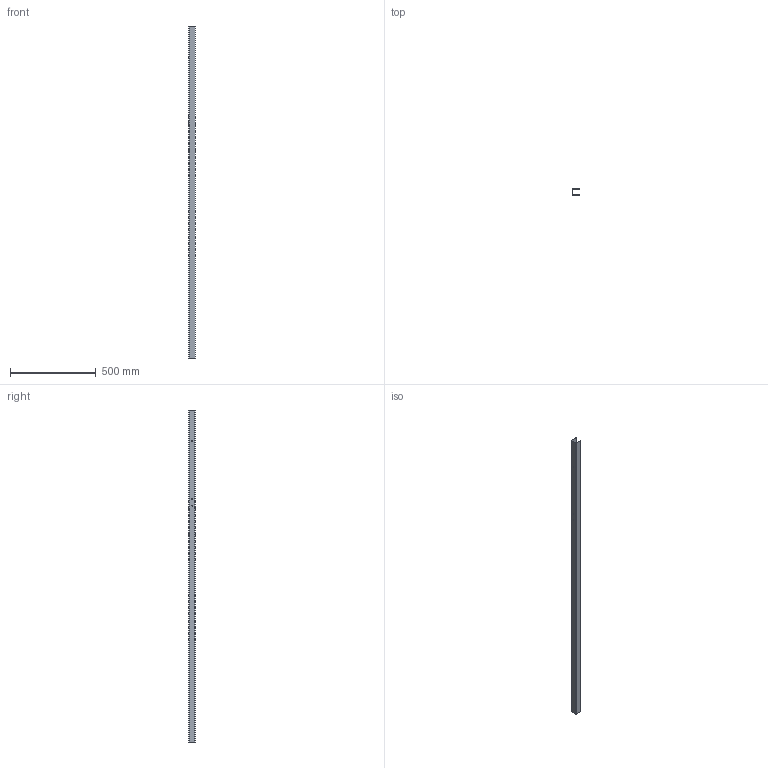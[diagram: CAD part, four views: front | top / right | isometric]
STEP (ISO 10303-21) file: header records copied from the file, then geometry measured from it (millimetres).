
FILE_DESCRIPTION (( 'STEP AP203' ), '1' );
FILE_NAME ('Right Side U-Channel_Défaut_sldprt.STEP', '2020-01-15T11:02:00', ( '' ), ( '' ), 'SwSTEP 2.0', 'SolidWorks 2017', '' );
FILE_SCHEMA (( 'CONFIG_CONTROL_DESIGN' ));
Length unit declared in the file: millimetre
Products named in the file (1): Right Side U-Channel_Défaut_sldprt
Bounding box: 40 x 39.5 x 1936 mm (x, y, z)
Volume: 437102.2 mm3; surface area: 445401.6 mm2
Topology: 1 solids, 1 shells, 28 faces, 62 edges, 36 vertices
Faces by surface type: plane 18, cylinder 10
Entity records: 847 total; most frequent: DIRECTION 140, CARTESIAN_POINT 127, ORIENTED_EDGE 124, EDGE_CURVE 62, AXIS2_PLACEMENT_3D 49, VECTOR 42, LINE 42, VERTEX_POINT 36
